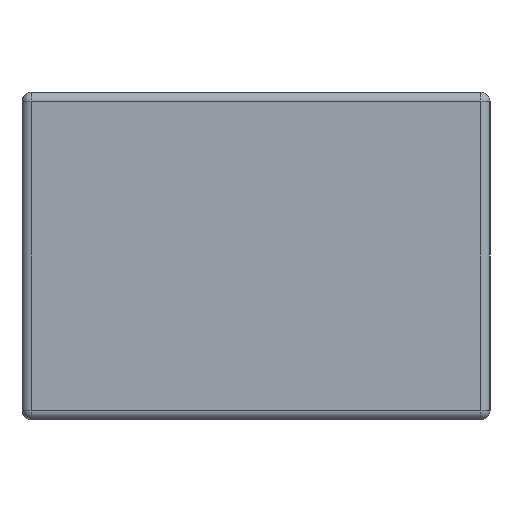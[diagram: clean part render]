
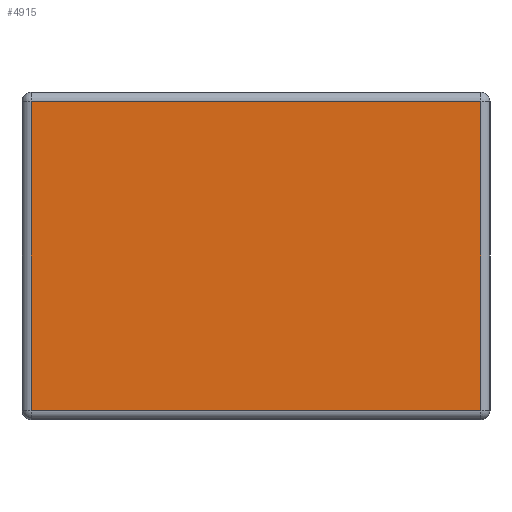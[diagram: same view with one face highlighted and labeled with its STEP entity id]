
A CAD part, left-side view. The second image highlights one B-rep face of the part: STEP entity #4915.
In plain terms, the highlighted planar face has unit normal (-1, 0, 0).
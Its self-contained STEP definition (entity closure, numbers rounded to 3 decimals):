
#491 = VERTEX_POINT ( 'NONE', #3461 ) ;
#623 = ORIENTED_EDGE ( 'NONE', *, *, #10052, .T. ) ;
#982 = ORIENTED_EDGE ( 'NONE', *, *, #4520, .T. ) ;
#1131 = DIRECTION ( 'NONE',  ( 0., 0., -1. ) ) ;
#1133 = ORIENTED_EDGE ( 'NONE', *, *, #5873, .T. ) ;
#1601 = FACE_OUTER_BOUND ( 'NONE', #2013, .T. ) ;
#2013 = EDGE_LOOP ( 'NONE', ( #8608, #1133, #623, #982 ) ) ;
#2090 = VECTOR ( 'NONE', #2998, 1000. ) ;
#2259 = DIRECTION ( 'NONE',  ( 0., -1., 0. ) ) ;
#2972 = CARTESIAN_POINT ( 'NONE',  ( -0.5, 0.24, 0.34 ) ) ;
#2998 = DIRECTION ( 'NONE',  ( 0., 0., 1. ) ) ;
#3461 = CARTESIAN_POINT ( 'NONE',  ( -0.5, -0.24, 0.34 ) ) ;
#4024 = DIRECTION ( 'NONE',  ( 1., 0., 0. ) ) ;
#4520 = EDGE_CURVE ( 'NONE', #9511, #491, #9478, .T. ) ;
#4915 = ADVANCED_FACE ( 'NONE', ( #1601 ), #6621, .F. ) ;
#5347 = DIRECTION ( 'NONE',  ( 0., 1., 0. ) ) ;
#5457 = CARTESIAN_POINT ( 'NONE',  ( -0.5, 0.25, 0.01 ) ) ;
#5485 = CARTESIAN_POINT ( 'NONE',  ( -0.5, 0.24, 0. ) ) ;
#5725 = VECTOR ( 'NONE', #2259, 1000. ) ;
#5873 = EDGE_CURVE ( 'NONE', #10078, #6744, #7893, .T. ) ;
#6110 = CARTESIAN_POINT ( 'NONE',  ( -0.5, -0.24, 0.01 ) ) ;
#6145 = CARTESIAN_POINT ( 'NONE',  ( -0.5, 0.24, 0.01 ) ) ;
#6516 = CARTESIAN_POINT ( 'NONE',  ( -0.5, 0.25, 0. ) ) ;
#6621 = PLANE ( 'NONE',  #9033 ) ;
#6744 = VERTEX_POINT ( 'NONE', #6145 ) ;
#7070 = CARTESIAN_POINT ( 'NONE',  ( -0.5, -0.24, 0.35 ) ) ;
#7218 = DIRECTION ( 'NONE',  ( 0., 0., -1. ) ) ;
#7696 = CARTESIAN_POINT ( 'NONE',  ( -0.5, 0.25, 0.34 ) ) ;
#7893 = LINE ( 'NONE', #5485, #8042 ) ;
#8042 = VECTOR ( 'NONE', #1131, 1000. ) ;
#8608 = ORIENTED_EDGE ( 'NONE', *, *, #9919, .T. ) ;
#9033 = AXIS2_PLACEMENT_3D ( 'NONE', #6516, #4024, #7218 ) ;
#9341 = LINE ( 'NONE', #7696, #9685 ) ;
#9478 = LINE ( 'NONE', #7070, #2090 ) ;
#9511 = VERTEX_POINT ( 'NONE', #6110 ) ;
#9661 = LINE ( 'NONE', #5457, #5725 ) ;
#9685 = VECTOR ( 'NONE', #5347, 1000. ) ;
#9919 = EDGE_CURVE ( 'NONE', #491, #10078, #9341, .T. ) ;
#10052 = EDGE_CURVE ( 'NONE', #6744, #9511, #9661, .T. ) ;
#10078 = VERTEX_POINT ( 'NONE', #2972 ) ;
